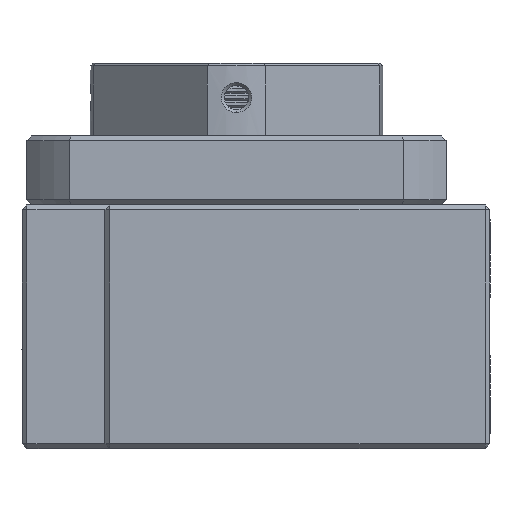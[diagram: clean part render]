
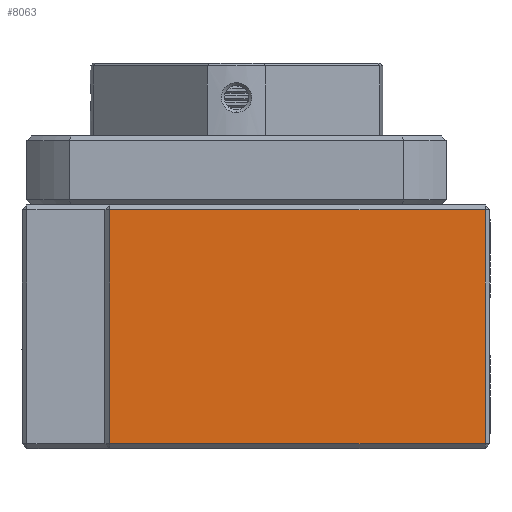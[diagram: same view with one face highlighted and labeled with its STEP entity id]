
A CAD part, left-side view. The second image highlights one B-rep face of the part: STEP entity #8063.
In plain terms, the highlighted planar face has unit normal (-1, 0, 0).
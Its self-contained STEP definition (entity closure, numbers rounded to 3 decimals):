
#115 = DIRECTION ( 'NONE',  ( 0., -1., 0. ) ) ;
#592 = CARTESIAN_POINT ( 'NONE',  ( -70., 1., 24. ) ) ;
#2921 = VERTEX_POINT ( 'NONE', #32187 ) ;
#5862 = EDGE_CURVE ( 'NONE', #32299, #10661, #13874, .T. ) ;
#7345 = FACE_OUTER_BOUND ( 'NONE', #21248, .T. ) ;
#7707 = CARTESIAN_POINT ( 'NONE',  ( -70., 79., 24. ) ) ;
#8063 = ADVANCED_FACE ( 'NONE', ( #7345 ), #28956, .F. ) ;
#10661 = VERTEX_POINT ( 'NONE', #592 ) ;
#13874 = LINE ( 'NONE', #45840, #43092 ) ;
#14319 = DIRECTION ( 'NONE',  ( 0., 0., 1. ) ) ;
#15006 = ORIENTED_EDGE ( 'NONE', *, *, #26078, .T. ) ;
#16935 = LINE ( 'NONE', #35251, #38448 ) ;
#17843 = DIRECTION ( 'NONE',  ( 0., 1., 0. ) ) ;
#17958 = VERTEX_POINT ( 'NONE', #29936 ) ;
#18153 = CARTESIAN_POINT ( 'NONE',  ( -70., 79., 25. ) ) ;
#18517 = LINE ( 'NONE', #7707, #20216 ) ;
#20216 = VECTOR ( 'NONE', #17843, 1000. ) ;
#21248 = EDGE_LOOP ( 'NONE', ( #45040, #42751, #37187, #15006 ) ) ;
#21376 = VECTOR ( 'NONE', #115, 1000. ) ;
#21781 = EDGE_CURVE ( 'NONE', #2921, #32299, #33231, .T. ) ;
#25953 = CARTESIAN_POINT ( 'NONE',  ( -70., 79., -24. ) ) ;
#26078 = EDGE_CURVE ( 'NONE', #17958, #2921, #16935, .T. ) ;
#27972 = DIRECTION ( 'NONE',  ( 0., 0., -1. ) ) ;
#28956 = PLANE ( 'NONE',  #44812 ) ;
#29936 = CARTESIAN_POINT ( 'NONE',  ( -70., 78., 24. ) ) ;
#30400 = EDGE_CURVE ( 'NONE', #10661, #17958, #18517, .T. ) ;
#32187 = CARTESIAN_POINT ( 'NONE',  ( -70., 78., -24. ) ) ;
#32299 = VERTEX_POINT ( 'NONE', #33187 ) ;
#32498 = DIRECTION ( 'NONE',  ( 1., 0., 0. ) ) ;
#33187 = CARTESIAN_POINT ( 'NONE',  ( -70., 1., -24. ) ) ;
#33231 = LINE ( 'NONE', #25953, #21376 ) ;
#35251 = CARTESIAN_POINT ( 'NONE',  ( -70., 78., 25. ) ) ;
#37187 = ORIENTED_EDGE ( 'NONE', *, *, #30400, .T. ) ;
#38448 = VECTOR ( 'NONE', #27972, 1000. ) ;
#42377 = DIRECTION ( 'NONE',  ( 0., 1., 0. ) ) ;
#42751 = ORIENTED_EDGE ( 'NONE', *, *, #5862, .T. ) ;
#43092 = VECTOR ( 'NONE', #14319, 1000. ) ;
#44812 = AXIS2_PLACEMENT_3D ( 'NONE', #18153, #32498, #42377 ) ;
#45040 = ORIENTED_EDGE ( 'NONE', *, *, #21781, .T. ) ;
#45840 = CARTESIAN_POINT ( 'NONE',  ( -70., 1., 25. ) ) ;
